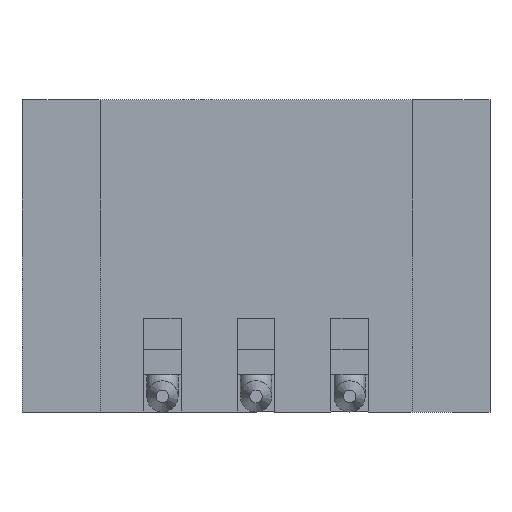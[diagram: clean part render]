
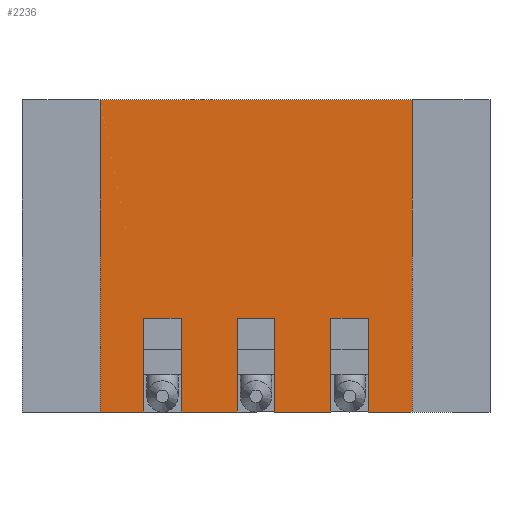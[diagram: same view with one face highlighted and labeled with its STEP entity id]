
A CAD part, front view. The second image highlights one B-rep face of the part: STEP entity #2236.
In plain terms, the highlighted planar face has unit normal (0, -1, 0).
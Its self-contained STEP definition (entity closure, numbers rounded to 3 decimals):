
#1340 = VERTEX_POINT('',#1341);
#1341 = CARTESIAN_POINT('',(2.5,-1.75,5.));
#1347 = EDGE_CURVE('',#1340,#1348,#1350,.T.);
#1348 = VERTEX_POINT('',#1349);
#1349 = CARTESIAN_POINT('',(-2.5,-1.75,5.));
#1350 = LINE('',#1351,#1352);
#1351 = CARTESIAN_POINT('',(2.5,-1.75,5.));
#1352 = VECTOR('',#1353,1.);
#1353 = DIRECTION('',(-1.,0.,0.));
#1987 = VERTEX_POINT('',#1988);
#1988 = CARTESIAN_POINT('',(2.5,-1.75,0.));
#1994 = EDGE_CURVE('',#1340,#1987,#1995,.T.);
#1995 = LINE('',#1996,#1997);
#1996 = CARTESIAN_POINT('',(2.5,-1.75,5.));
#1997 = VECTOR('',#1998,1.);
#1998 = DIRECTION('',(-0.,-0.,-1.));
#2217 = EDGE_CURVE('',#1348,#2218,#2220,.T.);
#2218 = VERTEX_POINT('',#2219);
#2219 = CARTESIAN_POINT('',(-2.5,-1.75,0.));
#2220 = LINE('',#2221,#2222);
#2221 = CARTESIAN_POINT('',(-2.5,-1.75,5.));
#2222 = VECTOR('',#2223,1.);
#2223 = DIRECTION('',(-0.,-0.,-1.));
#2236 = ADVANCED_FACE('',(#2237),#2344,.F.);
#2237 = FACE_BOUND('',#2238,.F.);
#2238 = EDGE_LOOP('',(#2239,#2240,#2241,#2249,#2257,#2265,#2273,#2281,
    #2289,#2297,#2305,#2313,#2321,#2329,#2337,#2343));
#2239 = ORIENTED_EDGE('',*,*,#1347,.F.);
#2240 = ORIENTED_EDGE('',*,*,#1994,.T.);
#2241 = ORIENTED_EDGE('',*,*,#2242,.F.);
#2242 = EDGE_CURVE('',#2243,#1987,#2245,.T.);
#2243 = VERTEX_POINT('',#2244);
#2244 = CARTESIAN_POINT('',(1.8,-1.75,0.));
#2245 = LINE('',#2246,#2247);
#2246 = CARTESIAN_POINT('',(1.25,-1.75,0.));
#2247 = VECTOR('',#2248,1.);
#2248 = DIRECTION('',(1.,0.,0.));
#2249 = ORIENTED_EDGE('',*,*,#2250,.T.);
#2250 = EDGE_CURVE('',#2243,#2251,#2253,.T.);
#2251 = VERTEX_POINT('',#2252);
#2252 = CARTESIAN_POINT('',(1.8,-1.75,1.5));
#2253 = LINE('',#2254,#2255);
#2254 = CARTESIAN_POINT('',(1.8,-1.75,3.25));
#2255 = VECTOR('',#2256,1.);
#2256 = DIRECTION('',(0.,0.,1.));
#2257 = ORIENTED_EDGE('',*,*,#2258,.T.);
#2258 = EDGE_CURVE('',#2251,#2259,#2261,.T.);
#2259 = VERTEX_POINT('',#2260);
#2260 = CARTESIAN_POINT('',(1.2,-1.75,1.5));
#2261 = LINE('',#2262,#2263);
#2262 = CARTESIAN_POINT('',(1.85,-1.75,1.5));
#2263 = VECTOR('',#2264,1.);
#2264 = DIRECTION('',(-1.,0.,0.));
#2265 = ORIENTED_EDGE('',*,*,#2266,.T.);
#2266 = EDGE_CURVE('',#2259,#2267,#2269,.T.);
#2267 = VERTEX_POINT('',#2268);
#2268 = CARTESIAN_POINT('',(1.2,-1.75,0.));
#2269 = LINE('',#2270,#2271);
#2270 = CARTESIAN_POINT('',(1.2,-1.75,2.5));
#2271 = VECTOR('',#2272,1.);
#2272 = DIRECTION('',(0.,0.,-1.));
#2273 = ORIENTED_EDGE('',*,*,#2274,.F.);
#2274 = EDGE_CURVE('',#2275,#2267,#2277,.T.);
#2275 = VERTEX_POINT('',#2276);
#2276 = CARTESIAN_POINT('',(0.3,-1.75,0.));
#2277 = LINE('',#2278,#2279);
#2278 = CARTESIAN_POINT('',(1.25,-1.75,0.));
#2279 = VECTOR('',#2280,1.);
#2280 = DIRECTION('',(1.,0.,0.));
#2281 = ORIENTED_EDGE('',*,*,#2282,.T.);
#2282 = EDGE_CURVE('',#2275,#2283,#2285,.T.);
#2283 = VERTEX_POINT('',#2284);
#2284 = CARTESIAN_POINT('',(0.3,-1.75,1.5));
#2285 = LINE('',#2286,#2287);
#2286 = CARTESIAN_POINT('',(0.3,-1.75,3.25));
#2287 = VECTOR('',#2288,1.);
#2288 = DIRECTION('',(0.,0.,1.));
#2289 = ORIENTED_EDGE('',*,*,#2290,.T.);
#2290 = EDGE_CURVE('',#2283,#2291,#2293,.T.);
#2291 = VERTEX_POINT('',#2292);
#2292 = CARTESIAN_POINT('',(-0.3,-1.75,1.5));
#2293 = LINE('',#2294,#2295);
#2294 = CARTESIAN_POINT('',(1.1,-1.75,1.5));
#2295 = VECTOR('',#2296,1.);
#2296 = DIRECTION('',(-1.,0.,0.));
#2297 = ORIENTED_EDGE('',*,*,#2298,.T.);
#2298 = EDGE_CURVE('',#2291,#2299,#2301,.T.);
#2299 = VERTEX_POINT('',#2300);
#2300 = CARTESIAN_POINT('',(-0.3,-1.75,0.));
#2301 = LINE('',#2302,#2303);
#2302 = CARTESIAN_POINT('',(-0.3,-1.75,2.5));
#2303 = VECTOR('',#2304,1.);
#2304 = DIRECTION('',(0.,0.,-1.));
#2305 = ORIENTED_EDGE('',*,*,#2306,.F.);
#2306 = EDGE_CURVE('',#2307,#2299,#2309,.T.);
#2307 = VERTEX_POINT('',#2308);
#2308 = CARTESIAN_POINT('',(-1.2,-1.75,0.));
#2309 = LINE('',#2310,#2311);
#2310 = CARTESIAN_POINT('',(1.25,-1.75,0.));
#2311 = VECTOR('',#2312,1.);
#2312 = DIRECTION('',(1.,0.,0.));
#2313 = ORIENTED_EDGE('',*,*,#2314,.T.);
#2314 = EDGE_CURVE('',#2307,#2315,#2317,.T.);
#2315 = VERTEX_POINT('',#2316);
#2316 = CARTESIAN_POINT('',(-1.2,-1.75,1.5));
#2317 = LINE('',#2318,#2319);
#2318 = CARTESIAN_POINT('',(-1.2,-1.75,3.25));
#2319 = VECTOR('',#2320,1.);
#2320 = DIRECTION('',(0.,0.,1.));
#2321 = ORIENTED_EDGE('',*,*,#2322,.T.);
#2322 = EDGE_CURVE('',#2315,#2323,#2325,.T.);
#2323 = VERTEX_POINT('',#2324);
#2324 = CARTESIAN_POINT('',(-1.8,-1.75,1.5));
#2325 = LINE('',#2326,#2327);
#2326 = CARTESIAN_POINT('',(0.35,-1.75,1.5));
#2327 = VECTOR('',#2328,1.);
#2328 = DIRECTION('',(-1.,0.,0.));
#2329 = ORIENTED_EDGE('',*,*,#2330,.T.);
#2330 = EDGE_CURVE('',#2323,#2331,#2333,.T.);
#2331 = VERTEX_POINT('',#2332);
#2332 = CARTESIAN_POINT('',(-1.8,-1.75,0.));
#2333 = LINE('',#2334,#2335);
#2334 = CARTESIAN_POINT('',(-1.8,-1.75,2.5));
#2335 = VECTOR('',#2336,1.);
#2336 = DIRECTION('',(0.,0.,-1.));
#2337 = ORIENTED_EDGE('',*,*,#2338,.F.);
#2338 = EDGE_CURVE('',#2218,#2331,#2339,.T.);
#2339 = LINE('',#2340,#2341);
#2340 = CARTESIAN_POINT('',(1.25,-1.75,0.));
#2341 = VECTOR('',#2342,1.);
#2342 = DIRECTION('',(1.,0.,0.));
#2343 = ORIENTED_EDGE('',*,*,#2217,.F.);
#2344 = PLANE('',#2345);
#2345 = AXIS2_PLACEMENT_3D('',#2346,#2347,#2348);
#2346 = CARTESIAN_POINT('',(2.5,-1.75,5.));
#2347 = DIRECTION('',(0.,1.,0.));
#2348 = DIRECTION('',(-1.,0.,0.));
